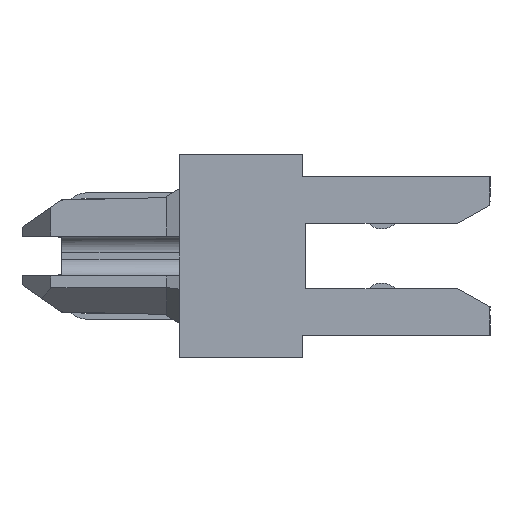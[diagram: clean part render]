
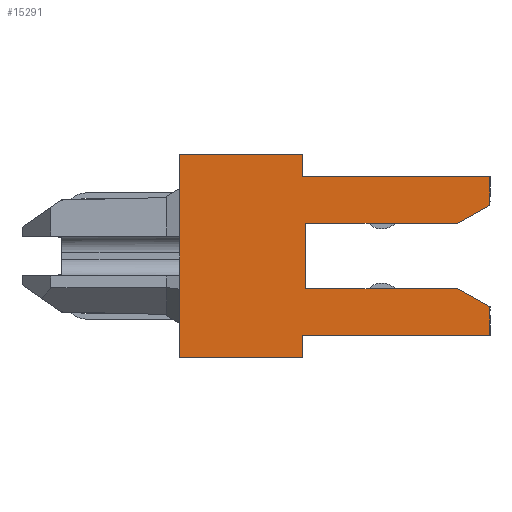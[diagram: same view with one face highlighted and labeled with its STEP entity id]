
A CAD part, left-side view. The second image highlights one B-rep face of the part: STEP entity #15291.
In plain terms, the highlighted planar face has unit normal (-1, 0, 0).
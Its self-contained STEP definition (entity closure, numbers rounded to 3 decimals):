
#418=PLANE($,#16440);
#1159=FACE_OUTER_BOUND($,#1946,.T.);
#1946=EDGE_LOOP($,(#13026,#13027,#13028,#13029,#13030,#13031,#13032,#13033,
#13034,#13035,#13036,#13037,#13038,#13039));
#2951=LINE($,#22941,#4822);
#3493=LINE($,#24129,#5364);
#3502=LINE($,#24145,#5373);
#3547=LINE($,#24233,#5418);
#3593=LINE($,#24333,#5464);
#3620=LINE($,#24388,#5491);
#3621=LINE($,#24389,#5492);
#3622=LINE($,#24391,#5493);
#3623=LINE($,#24393,#5494);
#3624=LINE($,#24394,#5495);
#3625=LINE($,#24396,#5496);
#3626=LINE($,#24398,#5497);
#3627=LINE($,#24400,#5498);
#3628=LINE($,#24401,#5499);
#4822=VECTOR($,#18709,5.6);
#5364=VECTOR($,#19593,0.8);
#5373=VECTOR($,#19604,5.2);
#5418=VECTOR($,#19665,0.8);
#5464=VECTOR($,#19743,3.39);
#5491=VECTOR($,#19778,1.03);
#5492=VECTOR($,#19779,0.6);
#5493=VECTOR($,#19780,3.39);
#5494=VECTOR($,#19781,0.6);
#5495=VECTOR($,#19782,5.2);
#5496=VECTOR($,#19783,1.03);
#5497=VECTOR($,#19784,4.2);
#5498=VECTOR($,#19785,1.8);
#5499=VECTOR($,#19786,4.2);
#6991=VERTEX_POINT($,#22938);
#6992=VERTEX_POINT($,#22940);
#7466=VERTEX_POINT($,#24126);
#7467=VERTEX_POINT($,#24128);
#7473=VERTEX_POINT($,#24143);
#7507=VERTEX_POINT($,#24230);
#7508=VERTEX_POINT($,#24232);
#7546=VERTEX_POINT($,#24332);
#7570=VERTEX_POINT($,#24387);
#7571=VERTEX_POINT($,#24390);
#7572=VERTEX_POINT($,#24392);
#7573=VERTEX_POINT($,#24395);
#7574=VERTEX_POINT($,#24397);
#7575=VERTEX_POINT($,#24399);
#8799=EDGE_CURVE($,#6991,#6992,#2951,.T.);
#9403=EDGE_CURVE($,#7466,#7467,#3493,.T.);
#9412=EDGE_CURVE($,#7466,#7473,#3502,.T.);
#9457=EDGE_CURVE($,#7507,#7508,#3547,.T.);
#9507=EDGE_CURVE($,#7546,#6992,#3593,.T.);
#9536=EDGE_CURVE($,#7467,#7570,#3620,.T.);
#9537=EDGE_CURVE($,#7473,#7546,#3621,.T.);
#9538=EDGE_CURVE($,#7571,#6991,#3622,.T.);
#9539=EDGE_CURVE($,#7571,#7572,#3623,.T.);
#9540=EDGE_CURVE($,#7508,#7572,#3624,.T.);
#9541=EDGE_CURVE($,#7573,#7507,#3625,.T.);
#9542=EDGE_CURVE($,#7574,#7573,#3626,.T.);
#9543=EDGE_CURVE($,#7575,#7574,#3627,.T.);
#9544=EDGE_CURVE($,#7570,#7575,#3628,.T.);
#13026=ORIENTED_EDGE($,*,*,#9536,.F.);
#13027=ORIENTED_EDGE($,*,*,#9403,.F.);
#13028=ORIENTED_EDGE($,*,*,#9412,.T.);
#13029=ORIENTED_EDGE($,*,*,#9537,.T.);
#13030=ORIENTED_EDGE($,*,*,#9507,.T.);
#13031=ORIENTED_EDGE($,*,*,#8799,.F.);
#13032=ORIENTED_EDGE($,*,*,#9538,.F.);
#13033=ORIENTED_EDGE($,*,*,#9539,.T.);
#13034=ORIENTED_EDGE($,*,*,#9540,.F.);
#13035=ORIENTED_EDGE($,*,*,#9457,.F.);
#13036=ORIENTED_EDGE($,*,*,#9541,.F.);
#13037=ORIENTED_EDGE($,*,*,#9542,.F.);
#13038=ORIENTED_EDGE($,*,*,#9543,.F.);
#13039=ORIENTED_EDGE($,*,*,#9544,.F.);
#15291=ADVANCED_FACE($,(#1159),#418,.T.);
#16440=AXIS2_PLACEMENT_3D($,#24386,#19776,#19777);
#18709=DIRECTION($,(0.,0.,1.));
#19593=DIRECTION($,(0.,0.,-1.));
#19604=DIRECTION($,(0.,1.,0.));
#19665=DIRECTION($,(0.,0.,-1.));
#19743=DIRECTION($,(0.,1.,0.));
#19776=DIRECTION('center_axis',(-1.,0.,0.));
#19777=DIRECTION('ref_axis',(0.,0.,1.));
#19778=DIRECTION($,(0.,0.874,-0.486));
#19779=DIRECTION($,(0.,0.,1.));
#19780=DIRECTION($,(0.,1.,0.));
#19781=DIRECTION($,(0.,0.,1.));
#19782=DIRECTION($,(0.,1.,0.));
#19783=DIRECTION($,(0.,-0.874,-0.486));
#19784=DIRECTION($,(0.,-1.,0.));
#19785=DIRECTION($,(0.,0.,-1.));
#19786=DIRECTION($,(0.,1.,0.));
#22938=CARTESIAN_POINT('',(-24.5,3.39,-3.6));
#22940=CARTESIAN_POINT('',(-24.5,3.39,2.));
#22941=CARTESIAN_POINT($,(-24.5,3.39,2.));
#24126=CARTESIAN_POINT('',(-24.5,-5.2,1.4));
#24128=CARTESIAN_POINT('',(-24.5,-5.2,0.6));
#24129=CARTESIAN_POINT($,(-24.5,-5.2,-3.));
#24143=CARTESIAN_POINT('',(-24.5,0.,1.4));
#24145=CARTESIAN_POINT($,(-24.5,-5.2,1.4));
#24230=CARTESIAN_POINT('',(-24.5,-5.2,-2.2));
#24232=CARTESIAN_POINT('',(-24.5,-5.2,-3.));
#24233=CARTESIAN_POINT($,(-24.5,-5.2,-3.));
#24332=CARTESIAN_POINT('',(-24.5,0.,2.));
#24333=CARTESIAN_POINT($,(-24.5,0.,2.));
#24386=CARTESIAN_POINT('Origin',(-24.5,0.,2.));
#24387=CARTESIAN_POINT('',(-24.5,-4.3,0.1));
#24388=CARTESIAN_POINT($,(-24.5,-4.3,0.1));
#24389=CARTESIAN_POINT($,(-24.5,0.,2.));
#24390=CARTESIAN_POINT('',(-24.5,0.,-3.6));
#24391=CARTESIAN_POINT($,(-24.5,0.,-3.6));
#24392=CARTESIAN_POINT('',(-24.5,0.,-3.));
#24393=CARTESIAN_POINT($,(-24.5,0.,2.));
#24394=CARTESIAN_POINT($,(-24.5,-5.2,-3.));
#24395=CARTESIAN_POINT('',(-24.5,-4.3,-1.7));
#24396=CARTESIAN_POINT($,(-24.5,-4.3,-1.7));
#24397=CARTESIAN_POINT('',(-24.5,-0.1,-1.7));
#24398=CARTESIAN_POINT($,(-24.5,-0.1,-1.7));
#24399=CARTESIAN_POINT('',(-24.5,-0.1,0.1));
#24400=CARTESIAN_POINT($,(-24.5,-0.1,-1.7));
#24401=CARTESIAN_POINT($,(-24.5,-0.1,0.1));
